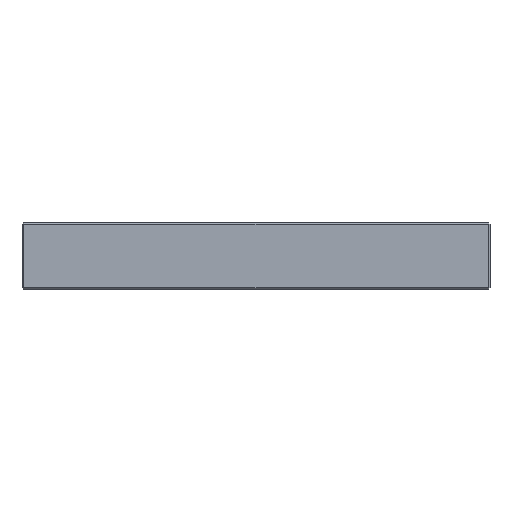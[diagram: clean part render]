
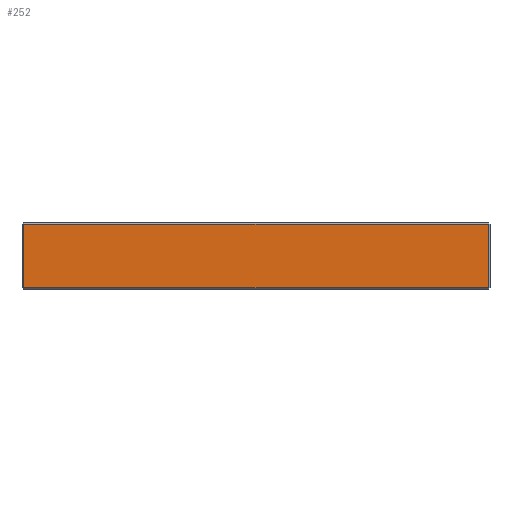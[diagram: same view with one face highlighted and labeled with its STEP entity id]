
A CAD part, front view. The second image highlights one B-rep face of the part: STEP entity #252.
In plain terms, the highlighted planar face has unit normal (0, -1, 0).
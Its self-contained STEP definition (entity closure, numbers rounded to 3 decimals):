
#241 = EDGE_LOOP ( 'NONE', ( #258, #314, #244, #246 ) ) ;
#244 = ORIENTED_EDGE ( 'NONE', *, *, #245, .T. ) ;
#245 = EDGE_CURVE ( 'NONE', #313, #316, #981, .T. ) ;
#246 = ORIENTED_EDGE ( 'NONE', *, *, #247, .T. ) ;
#247 = EDGE_CURVE ( 'NONE', #316, #256, #977, .T. ) ;
#252 = ADVANCED_FACE ( 'NONE', ( #1026 ), #1025, .F. ) ;
#256 = VERTEX_POINT ( 'NONE', #1011 ) ;
#258 = ORIENTED_EDGE ( 'NONE', *, *, #259, .T. ) ;
#259 = EDGE_CURVE ( 'NONE', #256, #312, #1009, .T. ) ;
#312 = VERTEX_POINT ( 'NONE', #1063 ) ;
#313 = VERTEX_POINT ( 'NONE', #1062 ) ;
#314 = ORIENTED_EDGE ( 'NONE', *, *, #315, .T. ) ;
#315 = EDGE_CURVE ( 'NONE', #312, #313, #1130, .T. ) ;
#316 = VERTEX_POINT ( 'NONE', #1126 ) ;
#974 = DIRECTION ( 'NONE',  ( 0., 0., -1. ) ) ;
#975 = VECTOR ( 'NONE', #974, 1000. ) ;
#976 = CARTESIAN_POINT ( 'NONE',  ( -69.5, -102.5, 20. ) ) ;
#977 = LINE ( 'NONE', #976, #975 ) ;
#978 = DIRECTION ( 'NONE',  ( -1., 0., 0. ) ) ;
#979 = VECTOR ( 'NONE', #978, 1000. ) ;
#980 = CARTESIAN_POINT ( 'NONE',  ( -70., -102.5, 19.5 ) ) ;
#981 = LINE ( 'NONE', #980, #979 ) ;
#1006 = DIRECTION ( 'NONE',  ( 1., 0., 0. ) ) ;
#1007 = VECTOR ( 'NONE', #1006, 1000. ) ;
#1008 = CARTESIAN_POINT ( 'NONE',  ( -70., -102.5, 0.5 ) ) ;
#1009 = LINE ( 'NONE', #1008, #1007 ) ;
#1011 = CARTESIAN_POINT ( 'NONE',  ( -69.5, -102.5, 0.5 ) ) ;
#1021 = DIRECTION ( 'NONE',  ( 0., 0., 1. ) ) ;
#1022 = DIRECTION ( 'NONE',  ( 0., 1., 0. ) ) ;
#1023 = CARTESIAN_POINT ( 'NONE',  ( -70., -102.5, 20. ) ) ;
#1024 = AXIS2_PLACEMENT_3D ( 'NONE', #1023, #1022, #1021 ) ;
#1025 = PLANE ( 'NONE',  #1024 ) ;
#1026 = FACE_OUTER_BOUND ( 'NONE', #241, .T. ) ;
#1062 = CARTESIAN_POINT ( 'NONE',  ( 69.5, -102.5, 19.5 ) ) ;
#1063 = CARTESIAN_POINT ( 'NONE',  ( 69.5, -102.5, 0.5 ) ) ;
#1126 = CARTESIAN_POINT ( 'NONE',  ( -69.5, -102.5, 19.5 ) ) ;
#1127 = DIRECTION ( 'NONE',  ( 0., 0., 1. ) ) ;
#1128 = VECTOR ( 'NONE', #1127, 1000. ) ;
#1129 = CARTESIAN_POINT ( 'NONE',  ( 69.5, -102.5, 20. ) ) ;
#1130 = LINE ( 'NONE', #1129, #1128 ) ;
